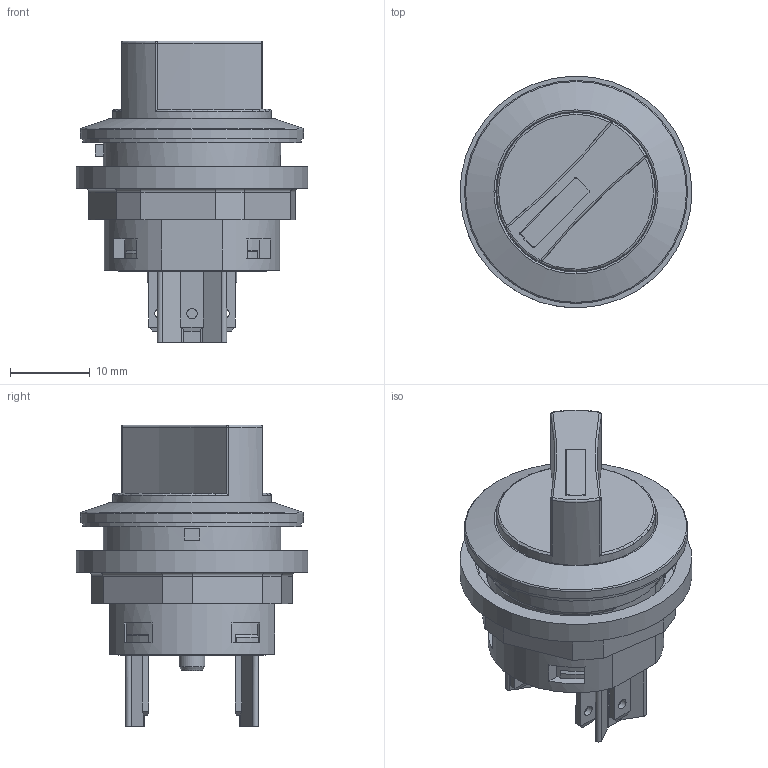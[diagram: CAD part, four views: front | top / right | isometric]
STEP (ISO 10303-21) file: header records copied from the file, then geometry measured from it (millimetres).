
FILE_DESCRIPTION(/* description */ (''),/* implementation_level */ '2;1');
FILE_NAME(/* name */ 'SWALOI.stp',/* time_stamp */ '2015-09-23T11:58:05+02:00',/* author */ ('mharscher'),/* organization */ (''),/* preprocessor_version */ 'ST-DEVELOPER v15.2',/* originating_system */ 'Autodesk Inventor 2014',/* authorisation */ '');
FILE_SCHEMA (('CONFIG_CONTROL_DESIGN'));
Length unit declared in the file: millimetre
Products named in the file (1): SWALOI
Bounding box: 28.99 x 28.99 x 37.75 mm (x, y, z)
Volume: 10133.6 mm3; surface area: 4967.6 mm2
Topology: 1 solids, 1 shells, 225 faces, 561 edges, 358 vertices
Faces by surface type: plane 135, cylinder 66, cone 10, torus 10, sphere 4
Full cylindrical faces by diameter (mm): 1.3 x6, 3.2 x3, 19.85 x1, 20.05 x1, 22.2 x1, 22.6 x1, 25.35 x1, 27.4 x1, 27.9 x1, 29 x1
Entity records: 6601 total; most frequent: CARTESIAN_POINT 1254, DIRECTION 1120, ORIENTED_EDGE 1054, EDGE_CURVE 527, AXIS2_PLACEMENT_3D 391, VERTEX_POINT 351, LINE 338, VECTOR 338
